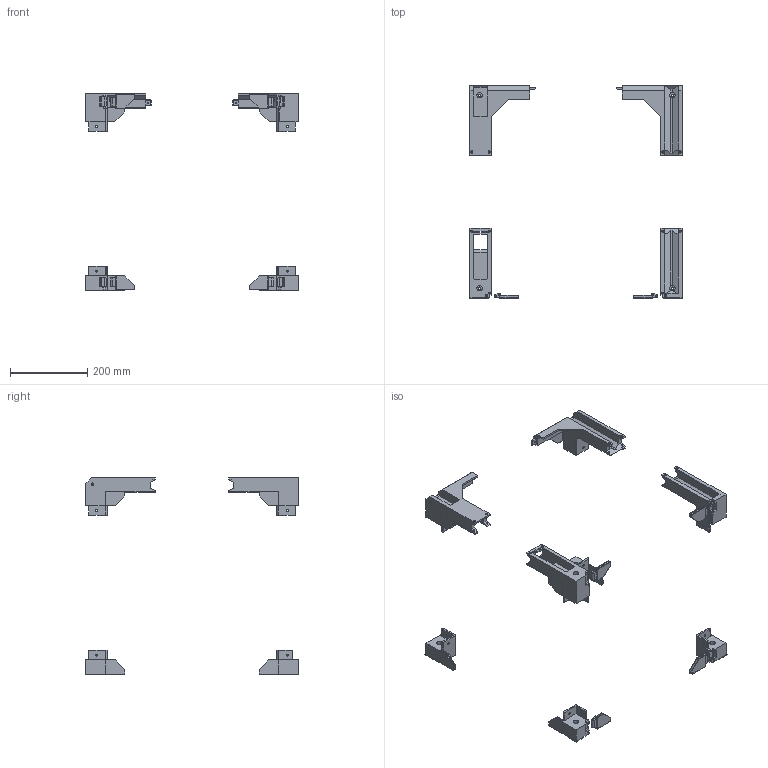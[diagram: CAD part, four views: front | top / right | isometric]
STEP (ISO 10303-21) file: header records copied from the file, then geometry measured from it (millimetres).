
FILE_DESCRIPTION(/* description */ (''),/* implementation_level */ '2;1');
FILE_NAME(/* name */ 'Prusa Enclosure V2 - MMU2S - remix for 4mm Coroplast.stp',/* time_stamp */ '2021-07-21T11:28:35-06:00',/* author */ (''),/* organization */ (''),/* preprocessor_version */ 'ST-DEVELOPER v15.2',/* originating_system */ 'Autodesk Translator Framework v2.0.0.5431',/* authorisation */ '');
FILE_SCHEMA (('AUTOMOTIVE_DESIGN { 1 0 10303 214 3 1 1 }'));
Length unit declared in the file: centimetre
Products named in the file (1): (Unsaved)
Bounding box: 554 x 554 x 509 mm (x, y, z)
Volume: 1825409.7 mm3; surface area: 457934.2 mm2
Topology: 12 solids, 12 shells, 769 faces, 2157 edges, 1430 vertices
Faces by surface type: plane 660, cylinder 107, cone 2
Full cylindrical faces by diameter (mm): 2.9 x2, 3 x18, 3.2 x10, 3.5 x4, 5 x16, 6 x24, 14 x8
Entity records: 24251 total; most frequent: CARTESIAN_POINT 4271, ORIENTED_EDGE 4142, DIRECTION 3833, EDGE_CURVE 2071, LINE 1845, VECTOR 1845, VERTEX_POINT 1426, EDGE_LOOP 1003
